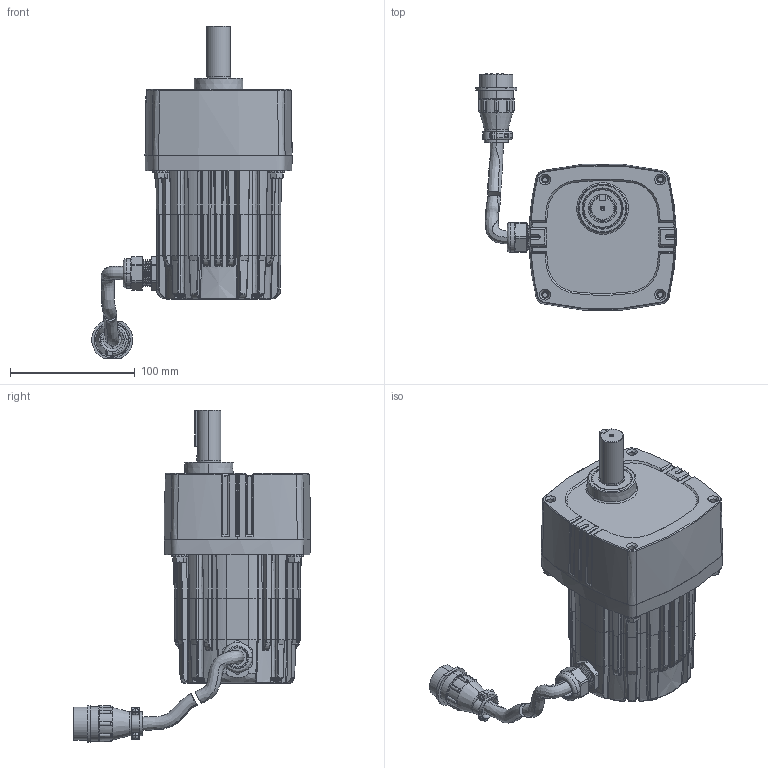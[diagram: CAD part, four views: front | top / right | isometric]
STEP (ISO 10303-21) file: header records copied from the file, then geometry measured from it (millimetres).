
FILE_DESCRIPTION (( 'STEP AP203' ), '1' );
FILE_NAME ('INFM0273.STEP', '2018-05-14T15:16:56', ( 'Admin' ), ( '' ), 'SwSTEP 2.0', 'SolidWorks 2017', '' );
FILE_SCHEMA (( 'CONFIG_CONTROL_DESIGN' ));
Length unit declared in the file: inch
Products named in the file (11): 51400002_51400002; 54100127_54100127; 57300029_57300029; 114AZ001_114AZ001; 491AZ001_491AZ001; 342AZ002_342AZ002; INFM0273; 339AZ002_339AZ002; 54606510_54606510; 54101015_54101015; 328AZ002_328AZ002
Assembly tree (16 placements, depth 2):
  INFM0273
    114AZ001_114AZ001
    342AZ002_342AZ002
    339AZ002_339AZ002
    54606510_54606510
    54101015_54101015  x4
    328AZ002_328AZ002
    51400002_51400002
    54100127_54100127  x4
    57300029_57300029
    491AZ001_491AZ001
Bounding box: 160.39 x 189.52 x 265.64 mm (x, y, z)
Volume: 1391384.2 mm3; surface area: 200209.1 mm2
Topology: 22 solids, 23 shells, 2247 faces, 5599 edges, 3457 vertices
Faces by surface type: bspline 724, plane 721, cylinder 463, cone 330, torus 6, sphere 3
Entity records: 84616 total; most frequent: CARTESIAN_POINT 40133, ORIENTED_EDGE 9918, DIRECTION 7968, EDGE_CURVE 4959, AXIS2_PLACEMENT_3D 3108, VERTEX_POINT 3103, EDGE_LOOP 2072, ADVANCED_FACE 1968
